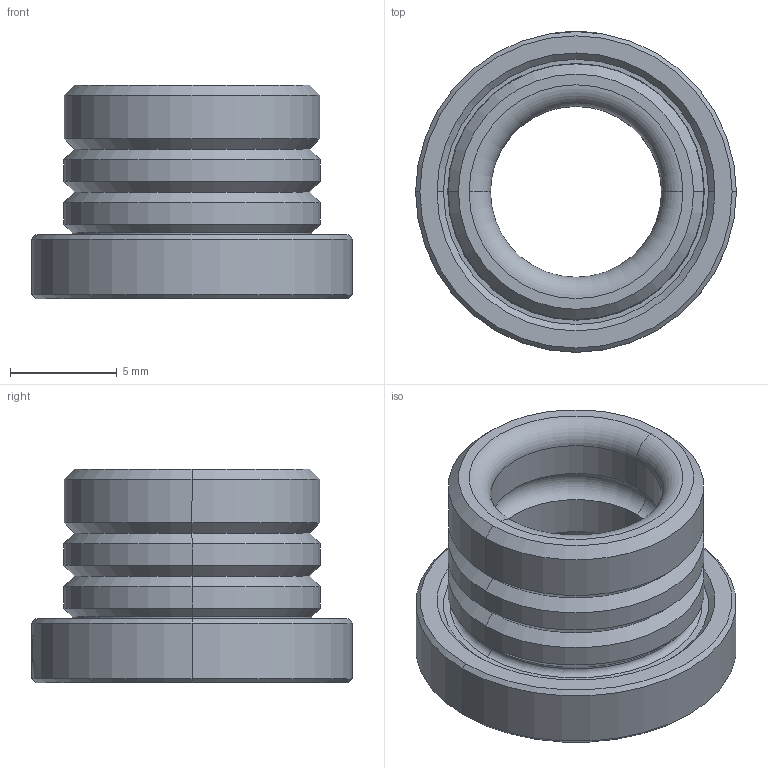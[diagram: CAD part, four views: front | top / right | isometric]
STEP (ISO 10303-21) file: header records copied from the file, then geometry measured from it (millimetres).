
FILE_DESCRIPTION (( 'STEP AP214' ), '1' );
FILE_NAME ('SGBT-D12-d8-10.step', '2021-07-28T05:46:12', ( 'User' ), ( 'china' ), 'SwSTEP 2.0', 'SolidWorks 2016', '' );
FILE_SCHEMA (( 'AUTOMOTIVE_DESIGN' ));
Length unit declared in the file: millimetre
Products named in the file (1): SGBT-D12-d8-10
Bounding box: 15 x 15 x 10 mm (x, y, z)
Volume: 733.3 mm3; surface area: 963.7 mm2
Topology: 1 solids, 1 shells, 68 faces, 150 edges, 88 vertices
Faces by surface type: cylinder 28, cone 18, plane 12, torus 10
Entity records: 2036 total; most frequent: CARTESIAN_POINT 505, DIRECTION 330, ORIENTED_EDGE 300, EDGE_CURVE 150, AXIS2_PLACEMENT_3D 135, VERTEX_POINT 88, EDGE_LOOP 74, ADVANCED_FACE 68
